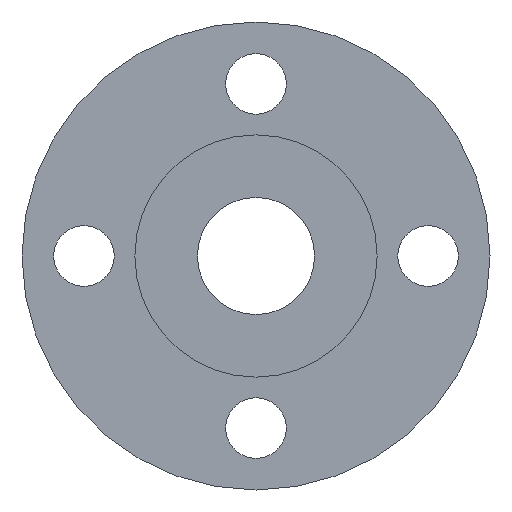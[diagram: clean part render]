
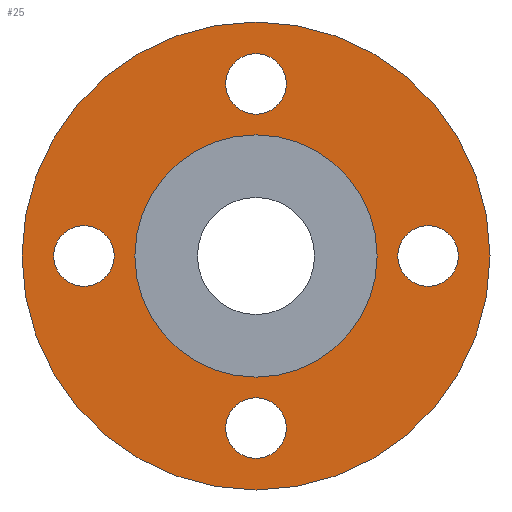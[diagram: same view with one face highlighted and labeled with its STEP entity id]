
A CAD part, front view. The second image highlights one B-rep face of the part: STEP entity #25.
In plain terms, the highlighted planar face has unit normal (0, -1, 0).
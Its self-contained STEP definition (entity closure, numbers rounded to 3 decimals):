
#3 = DIRECTION ( 'NONE',  ( 0., 0., 1. ) ) ;
#4 = EDGE_CURVE ( 'NONE', #545, #572, #17, .T. ) ;
#7 = CARTESIAN_POINT ( 'NONE',  ( 0., 3., 0. ) ) ;
#15 = DIRECTION ( 'NONE',  ( 0., 0., -1. ) ) ;
#17 = CIRCLE ( 'NONE', #340, 11. ) ;
#19 = CARTESIAN_POINT ( 'NONE',  ( 0., 3., 0. ) ) ;
#25 = ADVANCED_FACE ( 'NONE', ( #543, #35, #338, #532, #730, #170 ), #162, .T. ) ;
#30 = DIRECTION ( 'NONE',  ( 0., -1., 0. ) ) ;
#32 = DIRECTION ( 'NONE',  ( 0., -1., 0. ) ) ;
#35 = FACE_BOUND ( 'NONE', #696, .T. ) ;
#37 = CARTESIAN_POINT ( 'NONE',  ( 62.5, 3., 11. ) ) ;
#39 = DIRECTION ( 'NONE',  ( 0., 1., 0. ) ) ;
#41 = CIRCLE ( 'NONE', #262, 11. ) ;
#55 = CIRCLE ( 'NONE', #512, 44. ) ;
#60 = AXIS2_PLACEMENT_3D ( 'NONE', #491, #135, #758 ) ;
#61 = DIRECTION ( 'NONE',  ( 0., -1., 0. ) ) ;
#73 = EDGE_LOOP ( 'NONE', ( #503, #451 ) ) ;
#78 = DIRECTION ( 'NONE',  ( 0., 0., 1. ) ) ;
#80 = CIRCLE ( 'NONE', #287, 85. ) ;
#87 = AXIS2_PLACEMENT_3D ( 'NONE', #429, #677, #611 ) ;
#93 = CARTESIAN_POINT ( 'NONE',  ( 0., 3., -44. ) ) ;
#135 = DIRECTION ( 'NONE',  ( 0., -1., 0. ) ) ;
#138 = VERTEX_POINT ( 'NONE', #190 ) ;
#142 = VERTEX_POINT ( 'NONE', #561 ) ;
#152 = DIRECTION ( 'NONE',  ( 0., 0., 1. ) ) ;
#153 = EDGE_CURVE ( 'NONE', #441, #637, #325, .T. ) ;
#157 = DIRECTION ( 'NONE',  ( 0., -1., 0. ) ) ;
#162 = PLANE ( 'NONE',  #650 ) ;
#165 = EDGE_CURVE ( 'NONE', #142, #762, #80, .T. ) ;
#168 = ORIENTED_EDGE ( 'NONE', *, *, #695, .F. ) ;
#170 = FACE_OUTER_BOUND ( 'NONE', #73, .T. ) ;
#175 = CARTESIAN_POINT ( 'NONE',  ( 0., 3., 73.5 ) ) ;
#190 = CARTESIAN_POINT ( 'NONE',  ( 0., 3., 44. ) ) ;
#207 = DIRECTION ( 'NONE',  ( 0., -1., 0. ) ) ;
#212 = EDGE_CURVE ( 'NONE', #138, #417, #55, .T. ) ;
#215 = CARTESIAN_POINT ( 'NONE',  ( 0., 3., 0. ) ) ;
#239 = ORIENTED_EDGE ( 'NONE', *, *, #568, .F. ) ;
#242 = CARTESIAN_POINT ( 'NONE',  ( 0., 3., 51.5 ) ) ;
#244 = EDGE_LOOP ( 'NONE', ( #273, #463 ) ) ;
#247 = EDGE_CURVE ( 'NONE', #588, #654, #41, .T. ) ;
#262 = AXIS2_PLACEMENT_3D ( 'NONE', #519, #207, #15 ) ;
#268 = AXIS2_PLACEMENT_3D ( 'NONE', #215, #586, #78 ) ;
#273 = ORIENTED_EDGE ( 'NONE', *, *, #212, .T. ) ;
#277 = DIRECTION ( 'NONE',  ( 0., 0., -1. ) ) ;
#287 = AXIS2_PLACEMENT_3D ( 'NONE', #7, #559, #3 ) ;
#288 = CARTESIAN_POINT ( 'NONE',  ( 0., 3., 62.5 ) ) ;
#306 = AXIS2_PLACEMENT_3D ( 'NONE', #348, #39, #152 ) ;
#309 = DIRECTION ( 'NONE',  ( 0., 0., -1. ) ) ;
#323 = DIRECTION ( 'NONE',  ( 0., 0., 1. ) ) ;
#325 = CIRCLE ( 'NONE', #636, 11. ) ;
#331 = AXIS2_PLACEMENT_3D ( 'NONE', #569, #733, #448 ) ;
#338 = FACE_BOUND ( 'NONE', #580, .T. ) ;
#340 = AXIS2_PLACEMENT_3D ( 'NONE', #288, #32, #413 ) ;
#348 = CARTESIAN_POINT ( 'NONE',  ( 0., 3., 0. ) ) ;
#358 = CARTESIAN_POINT ( 'NONE',  ( -62.5, 3., 11. ) ) ;
#381 = EDGE_CURVE ( 'NONE', #654, #588, #498, .T. ) ;
#389 = VERTEX_POINT ( 'NONE', #781 ) ;
#397 = CIRCLE ( 'NONE', #436, 11. ) ;
#412 = DIRECTION ( 'NONE',  ( 0., 0., -1. ) ) ;
#413 = DIRECTION ( 'NONE',  ( 0., 0., -1. ) ) ;
#417 = VERTEX_POINT ( 'NONE', #93 ) ;
#420 = CARTESIAN_POINT ( 'NONE',  ( 0., 3., 44. ) ) ;
#425 = CARTESIAN_POINT ( 'NONE',  ( 0., 3., -73.5 ) ) ;
#429 = CARTESIAN_POINT ( 'NONE',  ( 0., 3., 62.5 ) ) ;
#436 = AXIS2_PLACEMENT_3D ( 'NONE', #641, #30, #514 ) ;
#437 = VERTEX_POINT ( 'NONE', #37 ) ;
#438 = CIRCLE ( 'NONE', #87, 11. ) ;
#441 = VERTEX_POINT ( 'NONE', #711 ) ;
#446 = ORIENTED_EDGE ( 'NONE', *, *, #381, .F. ) ;
#448 = DIRECTION ( 'NONE',  ( 0., 0., -1. ) ) ;
#450 = DIRECTION ( 'NONE',  ( 0., 1., 0. ) ) ;
#451 = ORIENTED_EDGE ( 'NONE', *, *, #165, .F. ) ;
#457 = EDGE_CURVE ( 'NONE', #417, #138, #656, .T. ) ;
#463 = ORIENTED_EDGE ( 'NONE', *, *, #457, .T. ) ;
#481 = CARTESIAN_POINT ( 'NONE',  ( -62.5, 3., -11. ) ) ;
#491 = CARTESIAN_POINT ( 'NONE',  ( 0., 3., -62.5 ) ) ;
#498 = CIRCLE ( 'NONE', #720, 11. ) ;
#503 = ORIENTED_EDGE ( 'NONE', *, *, #749, .F. ) ;
#505 = EDGE_CURVE ( 'NONE', #637, #441, #725, .T. ) ;
#512 = AXIS2_PLACEMENT_3D ( 'NONE', #19, #450, #323 ) ;
#514 = DIRECTION ( 'NONE',  ( 0., 0., -1. ) ) ;
#519 = CARTESIAN_POINT ( 'NONE',  ( -62.5, 3., 0. ) ) ;
#532 = FACE_BOUND ( 'NONE', #663, .T. ) ;
#543 = FACE_BOUND ( 'NONE', #618, .T. ) ;
#545 = VERTEX_POINT ( 'NONE', #242 ) ;
#553 = EDGE_CURVE ( 'NONE', #389, #437, #583, .T. ) ;
#559 = DIRECTION ( 'NONE',  ( 0., 1., 0. ) ) ;
#561 = CARTESIAN_POINT ( 'NONE',  ( 0., 3., -85. ) ) ;
#568 = EDGE_CURVE ( 'NONE', #572, #545, #438, .T. ) ;
#569 = CARTESIAN_POINT ( 'NONE',  ( 62.5, 3., 0. ) ) ;
#572 = VERTEX_POINT ( 'NONE', #175 ) ;
#580 = EDGE_LOOP ( 'NONE', ( #446, #782 ) ) ;
#583 = CIRCLE ( 'NONE', #331, 11. ) ;
#585 = ORIENTED_EDGE ( 'NONE', *, *, #553, .F. ) ;
#586 = DIRECTION ( 'NONE',  ( 0., 1., 0. ) ) ;
#588 = VERTEX_POINT ( 'NONE', #358 ) ;
#611 = DIRECTION ( 'NONE',  ( 0., 0., -1. ) ) ;
#618 = EDGE_LOOP ( 'NONE', ( #585, #168 ) ) ;
#636 = AXIS2_PLACEMENT_3D ( 'NONE', #797, #61, #309 ) ;
#637 = VERTEX_POINT ( 'NONE', #425 ) ;
#640 = CIRCLE ( 'NONE', #268, 85. ) ;
#641 = CARTESIAN_POINT ( 'NONE',  ( 62.5, 3., 0. ) ) ;
#643 = CARTESIAN_POINT ( 'NONE',  ( -62.5, 3., 0. ) ) ;
#645 = ORIENTED_EDGE ( 'NONE', *, *, #4, .F. ) ;
#650 = AXIS2_PLACEMENT_3D ( 'NONE', #420, #716, #277 ) ;
#654 = VERTEX_POINT ( 'NONE', #481 ) ;
#656 = CIRCLE ( 'NONE', #306, 44. ) ;
#663 = EDGE_LOOP ( 'NONE', ( #739, #679 ) ) ;
#677 = DIRECTION ( 'NONE',  ( 0., -1., 0. ) ) ;
#679 = ORIENTED_EDGE ( 'NONE', *, *, #153, .F. ) ;
#695 = EDGE_CURVE ( 'NONE', #437, #389, #397, .T. ) ;
#696 = EDGE_LOOP ( 'NONE', ( #645, #239 ) ) ;
#711 = CARTESIAN_POINT ( 'NONE',  ( 0., 3., -51.5 ) ) ;
#716 = DIRECTION ( 'NONE',  ( 0., -1., 0. ) ) ;
#720 = AXIS2_PLACEMENT_3D ( 'NONE', #643, #157, #412 ) ;
#725 = CIRCLE ( 'NONE', #60, 11. ) ;
#730 = FACE_BOUND ( 'NONE', #244, .T. ) ;
#733 = DIRECTION ( 'NONE',  ( 0., -1., 0. ) ) ;
#739 = ORIENTED_EDGE ( 'NONE', *, *, #505, .F. ) ;
#749 = EDGE_CURVE ( 'NONE', #762, #142, #640, .T. ) ;
#758 = DIRECTION ( 'NONE',  ( 0., 0., -1. ) ) ;
#762 = VERTEX_POINT ( 'NONE', #763 ) ;
#763 = CARTESIAN_POINT ( 'NONE',  ( 0., 3., 85. ) ) ;
#781 = CARTESIAN_POINT ( 'NONE',  ( 62.5, 3., -11. ) ) ;
#782 = ORIENTED_EDGE ( 'NONE', *, *, #247, .F. ) ;
#797 = CARTESIAN_POINT ( 'NONE',  ( 0., 3., -62.5 ) ) ;
